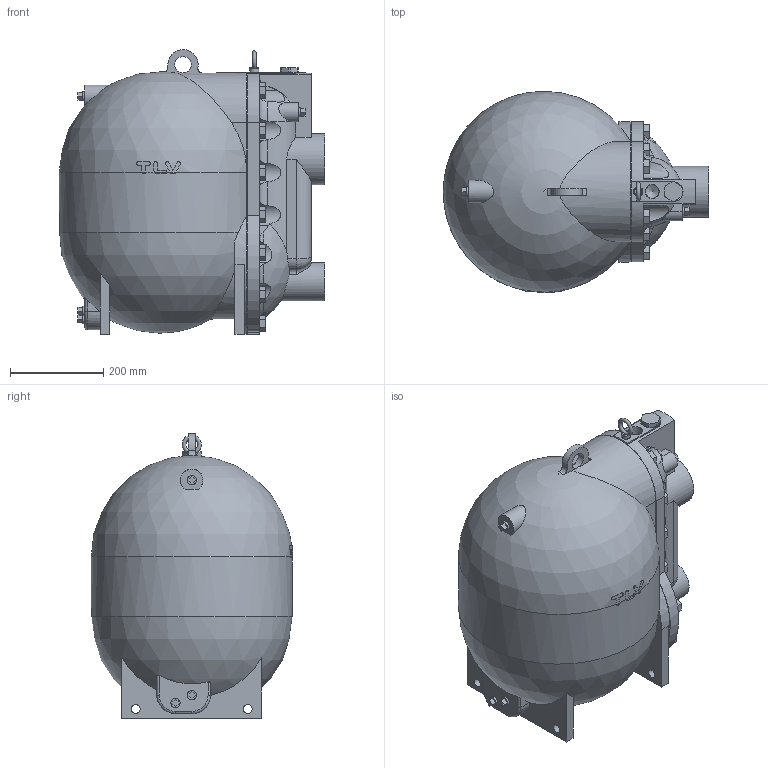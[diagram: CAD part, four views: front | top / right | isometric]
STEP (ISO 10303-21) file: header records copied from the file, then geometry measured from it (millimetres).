
FILE_DESCRIPTION((''),'2;1');
FILE_NAME('gt100-080-screw-00.stp','2009-08-28T13:44:33',('nakaot'),(''),'Autodesk Inventor 2008','Autodesk Inventor 2008','');
FILE_SCHEMA(('AUTOMOTIVE_DESIGN { 1 0 10303 214 1 1 1 1 }'));
Length unit declared in the file: millimetre
Products named in the file (1): gt100-080-screw-00
Bounding box: 568.5 x 431 x 609.98 mm (x, y, z)
Volume: 71774955 mm3; surface area: 1330995.1 mm2
Topology: 2 solids, 2 shells, 339 faces, 924 edges, 613 vertices
Faces by surface type: plane 154, bspline 109, cylinder 63, torus 7, sphere 6
Full cylindrical faces by diameter (mm): 18.575 x1, 19 x2, 20 x4, 35 x1, 82 x1, 109 x1
Entity records: 14583 total; most frequent: CARTESIAN_POINT 6696, ORIENTED_EDGE 1738, DIRECTION 1385, EDGE_CURVE 869, VERTEX_POINT 590, VECTOR 519, LINE 519, AXIS2_PLACEMENT_3D 433
